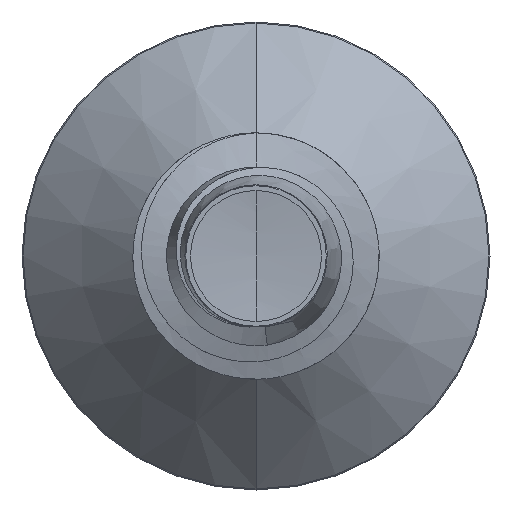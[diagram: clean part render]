
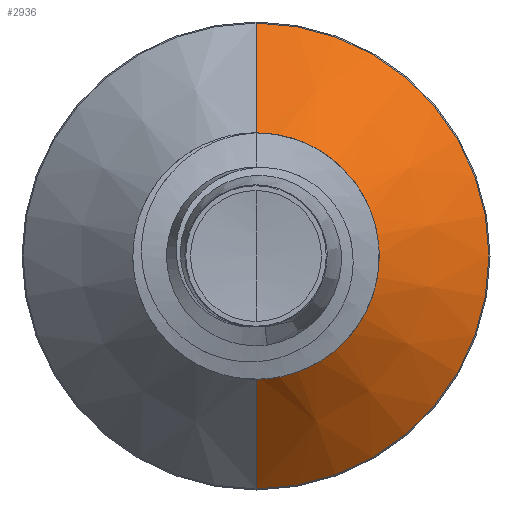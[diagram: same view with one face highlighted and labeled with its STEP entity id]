
A CAD part, front view. The second image highlights one B-rep face of the part: STEP entity #2936.
In plain terms, the highlighted conical face has half-angle 45 degrees and reference radius 0.97 mm.
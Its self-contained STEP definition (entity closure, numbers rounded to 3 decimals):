
#490 = VERTEX_POINT ( 'NONE', #5527 ) ;
#528 = VECTOR ( 'NONE', #2218, 1000. ) ;
#579 = LINE ( 'NONE', #2352, #528 ) ;
#649 = CIRCLE ( 'NONE', #1514, 0.97 ) ;
#717 = VERTEX_POINT ( 'NONE', #6245 ) ;
#1129 = CONICAL_SURFACE ( 'NONE', #4433, 0.97, 0.785 ) ;
#1514 = AXIS2_PLACEMENT_3D ( 'NONE', #2811, #2798, #2786 ) ;
#2072 = VECTOR ( 'NONE', #5074, 1000. ) ;
#2218 = DIRECTION ( 'NONE',  ( 0., 0.707, 0.707 ) ) ;
#2352 = CARTESIAN_POINT ( 'NONE',  ( 0., 2.22, 0.97 ) ) ;
#2363 = FACE_OUTER_BOUND ( 'NONE', #2979, .T. ) ;
#2434 = AXIS2_PLACEMENT_3D ( 'NONE', #4947, #4930, #4906 ) ;
#2786 = DIRECTION ( 'NONE',  ( 0., 0., 1. ) ) ;
#2798 = DIRECTION ( 'NONE',  ( 0., 1., 0. ) ) ;
#2811 = CARTESIAN_POINT ( 'NONE',  ( 0., 2.22, 0. ) ) ;
#2936 = ADVANCED_FACE ( 'NONE', ( #2363 ), #1129, .T. ) ;
#2979 = EDGE_LOOP ( 'NONE', ( #4896, #5141, #5583, #3139 ) ) ;
#3139 = ORIENTED_EDGE ( 'NONE', *, *, #6681, .F. ) ;
#4433 = AXIS2_PLACEMENT_3D ( 'NONE', #5212, #5175, #5229 ) ;
#4773 = VERTEX_POINT ( 'NONE', #4817 ) ;
#4817 = CARTESIAN_POINT ( 'NONE',  ( 0., 2.22, -0.97 ) ) ;
#4875 = CARTESIAN_POINT ( 'NONE',  ( 0., 2.22, 0.97 ) ) ;
#4896 = ORIENTED_EDGE ( 'NONE', *, *, #7121, .T. ) ;
#4906 = DIRECTION ( 'NONE',  ( 0., 0., 1. ) ) ;
#4930 = DIRECTION ( 'NONE',  ( 0., 1., 0. ) ) ;
#4947 = CARTESIAN_POINT ( 'NONE',  ( 0., 3.141, 0. ) ) ;
#5074 = DIRECTION ( 'NONE',  ( 0., 0.707, -0.707 ) ) ;
#5104 = CARTESIAN_POINT ( 'NONE',  ( 0., 2.22, -0.97 ) ) ;
#5141 = ORIENTED_EDGE ( 'NONE', *, *, #6428, .T. ) ;
#5175 = DIRECTION ( 'NONE',  ( 0., 1., 0. ) ) ;
#5186 = CIRCLE ( 'NONE', #2434, 1.891 ) ;
#5212 = CARTESIAN_POINT ( 'NONE',  ( 0., 2.22, 0. ) ) ;
#5229 = DIRECTION ( 'NONE',  ( 0., 0., 1. ) ) ;
#5527 = CARTESIAN_POINT ( 'NONE',  ( 0., 3.141, -1.891 ) ) ;
#5583 = ORIENTED_EDGE ( 'NONE', *, *, #6437, .F. ) ;
#6245 = CARTESIAN_POINT ( 'NONE',  ( 0., 3.141, 1.891 ) ) ;
#6428 = EDGE_CURVE ( 'NONE', #4773, #490, #7735, .T. ) ;
#6437 = EDGE_CURVE ( 'NONE', #717, #490, #5186, .T. ) ;
#6450 = VERTEX_POINT ( 'NONE', #4875 ) ;
#6681 = EDGE_CURVE ( 'NONE', #6450, #717, #579, .T. ) ;
#7121 = EDGE_CURVE ( 'NONE', #6450, #4773, #649, .T. ) ;
#7735 = LINE ( 'NONE', #5104, #2072 ) ;
